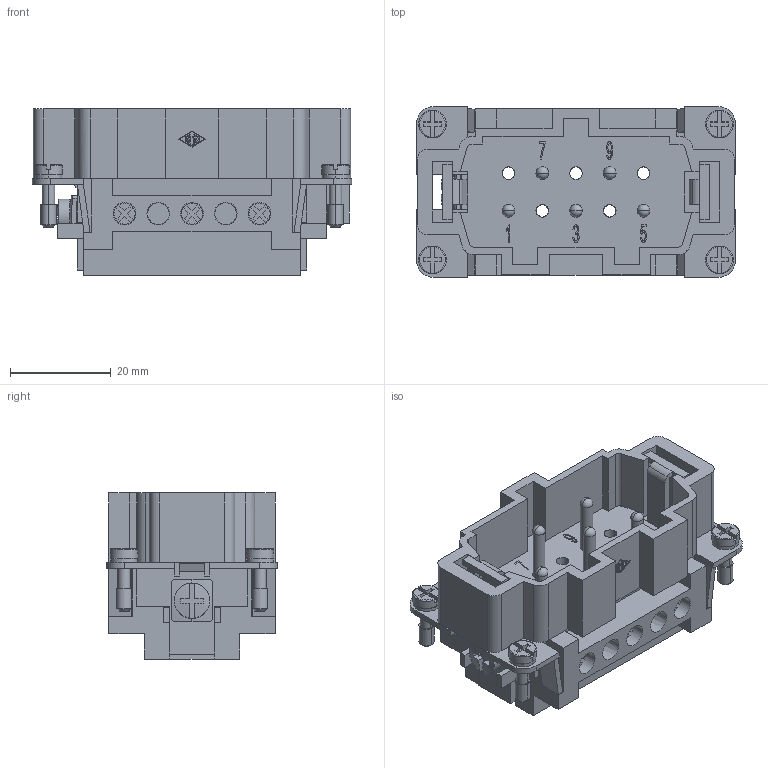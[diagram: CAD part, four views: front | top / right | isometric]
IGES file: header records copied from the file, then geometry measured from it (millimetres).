
Global section: file name: No Iges File Name specified; native system: AutoDesk Inventor R6.1; preprocessor: AutoDesk Inventor Iges Exporter R6.1; author: No Author specified; organization: No Organization specified; date: 20061031.133802; units: millimetre
Bounding box: 63.4 x 34 x 33 mm (x, y, z)
Volume: 25297 mm3; surface area: 22882.4 mm2
Topology: 7 solids, 7 shells, 1039 faces, 2871 edges, 1862 vertices
Faces by surface type: plane 525, bspline 320, revolution 101, cylinder 67, sphere 14, torus 8, cone 4
